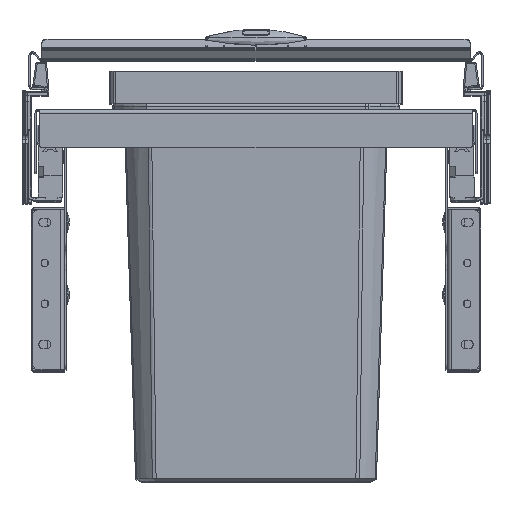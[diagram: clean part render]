
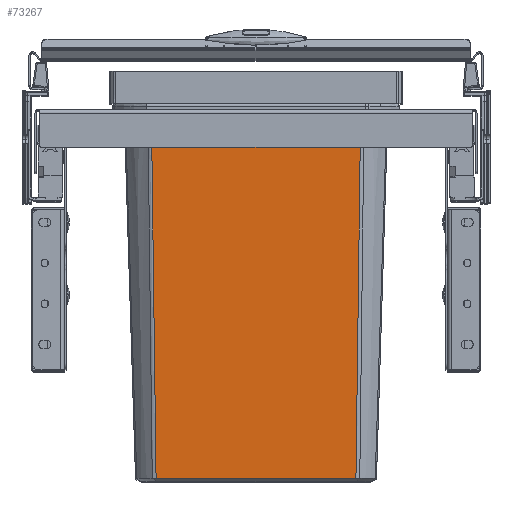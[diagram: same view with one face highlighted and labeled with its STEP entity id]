
A CAD part, top view. The second image highlights one B-rep face of the part: STEP entity #73267.
In plain terms, the highlighted planar face has unit normal (0, -0.031, 1).
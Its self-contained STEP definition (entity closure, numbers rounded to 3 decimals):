
#14150=EDGE_CURVE('9833',#38232,#38229,#38233,.T.);
#14202=EDGE_CURVE('9781',#38229,#38300,#38303,.T.);
#14204=EDGE_CURVE('9817',#38305,#38300,#38306,.T.);
#14206=EDGE_CURVE('9786',#38232,#38305,#38308,.T.);
#38229=VERTEX_POINT('',#72476);
#38232=VERTEX_POINT('',#72487);
#38233=LINE('',#72488,#72489);
#38300=VERTEX_POINT('',#72681);
#38303=B_SPLINE_CURVE_WITH_KNOTS('',3,(#72690,#72691,#72692,#72693,#72694,#72695),.UNSPECIFIED.,.F.,.F.,(4,1,1,4),(0.0,0.333,0.667,1.0),.UNSPECIFIED.);
#38305=VERTEX_POINT('',#72698);
#38306=LINE('',#72699,#72700);
#38308=B_SPLINE_CURVE_WITH_KNOTS('',3,(#72703,#72704,#72705,#72706,#72707,#72708),.UNSPECIFIED.,.F.,.F.,(4,1,1,4),(0.0,0.333,0.667,1.0),.UNSPECIFIED.);
#72476=CARTESIAN_POINT('',(-82.429,9.8,-16.429));
#72487=CARTESIAN_POINT('',(82.429,9.8,-16.429));
#72488=CARTESIAN_POINT('',(82.429,9.8,-16.429));
#72489=VECTOR('',#126084,164.857);
#72681=CARTESIAN_POINT('',(-78.58,-290.329,-25.784));
#72690=CARTESIAN_POINT('',(-82.429,9.8,-16.429));
#72691=CARTESIAN_POINT('',(-81.983,-25.284,-17.522));
#72692=CARTESIAN_POINT('',(-81.104,-94.295,-19.673));
#72693=CARTESIAN_POINT('',(-79.822,-194.335,-22.792));
#72694=CARTESIAN_POINT('',(-78.991,-258.716,-24.799));
#72695=CARTESIAN_POINT('',(-78.58,-290.329,-25.784));
#72698=CARTESIAN_POINT('',(78.58,-290.329,-25.784));
#72699=CARTESIAN_POINT('',(78.58,-290.329,-25.784));
#72700=VECTOR('',#126096,157.161);
#72703=CARTESIAN_POINT('',(82.429,9.8,-16.429));
#72704=CARTESIAN_POINT('',(81.983,-25.284,-17.522));
#72705=CARTESIAN_POINT('',(81.104,-94.295,-19.673));
#72706=CARTESIAN_POINT('',(79.822,-194.335,-22.792));
#72707=CARTESIAN_POINT('',(78.991,-258.716,-24.799));
#72708=CARTESIAN_POINT('',(78.58,-290.329,-25.784));
#73267=ADVANCED_FACE('7138',(#126458),#126459,.T.);
#126084=DIRECTION('',(-1.0,0.0,0.0));
#126096=DIRECTION('',(-1.0,0.0,0.0));
#126458=FACE_OUTER_BOUND('',#159939,.T.);
#126459=PLANE('',#159940);
#159939=EDGE_LOOP('',(#177852,#177853,#177854,#177855));
#159940=AXIS2_PLACEMENT_3D('',#177856,#177857,#177858);
#177852=ORIENTED_EDGE('',*,*,#14204,.F.);
#177853=ORIENTED_EDGE('',*,*,#14206,.F.);
#177854=ORIENTED_EDGE('',*,*,#14150,.T.);
#177855=ORIENTED_EDGE('',*,*,#14202,.T.);
#177856=CARTESIAN_POINT('',(0.,-130.469,-20.801));
#177857=DIRECTION('',(0.0,-0.031,1.));
#177858=DIRECTION('',(1.0,0.0,0.0));
